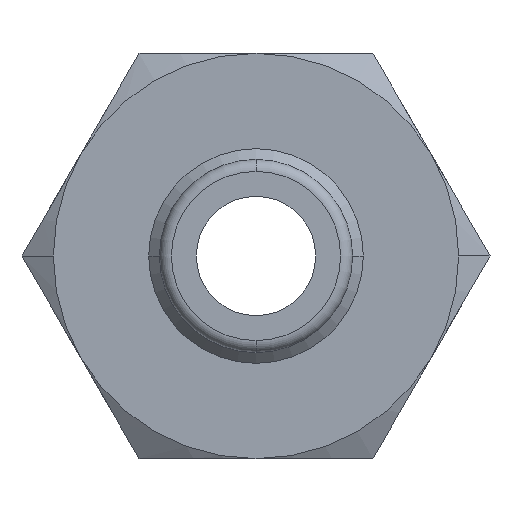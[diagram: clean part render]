
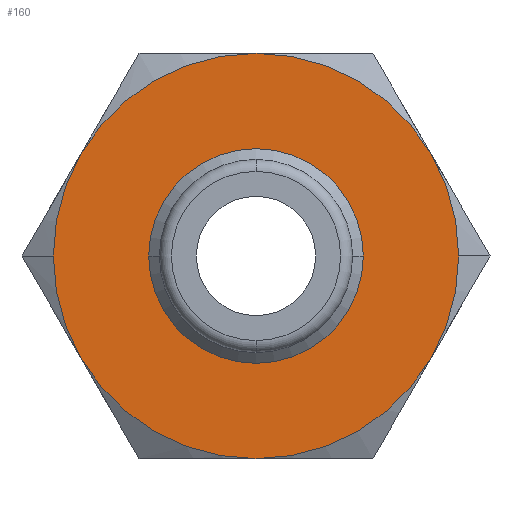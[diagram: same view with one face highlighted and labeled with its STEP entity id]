
A CAD part, front view. The second image highlights one B-rep face of the part: STEP entity #160.
In plain terms, the highlighted planar face has unit normal (0, -1, 0).
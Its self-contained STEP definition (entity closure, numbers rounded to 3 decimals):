
#160=ADVANCED_FACE('',(#320,#321),#322,.T.);
#320=FACE_OUTER_BOUND('',#475,.T.);
#321=FACE_BOUND('',#476,.T.);
#322=PLANE('',#477);
#475=EDGE_LOOP('',(#847,#848,#849,#850,#851,#852,#853,#854));
#476=EDGE_LOOP('',(#855,#856));
#477=AXIS2_PLACEMENT_3D('',#857,#858,#859);
#847=ORIENTED_EDGE('',*,*,#909,.F.);
#848=ORIENTED_EDGE('',*,*,#1019,.F.);
#849=ORIENTED_EDGE('',*,*,#982,.F.);
#850=ORIENTED_EDGE('',*,*,#923,.F.);
#851=ORIENTED_EDGE('',*,*,#1013,.F.);
#852=ORIENTED_EDGE('',*,*,#966,.F.);
#853=ORIENTED_EDGE('',*,*,#978,.F.);
#854=ORIENTED_EDGE('',*,*,#992,.F.);
#855=ORIENTED_EDGE('',*,*,#980,.F.);
#856=ORIENTED_EDGE('',*,*,#896,.F.);
#857=CARTESIAN_POINT('',(4.25,14.0,0.0));
#858=DIRECTION('',(-0.0,-1.0,-0.0));
#859=DIRECTION('',(-1.0,0.0,0.0));
#896=EDGE_CURVE('',#1053,#1055,#1056,.T.);
#909=EDGE_CURVE('',#1077,#1074,#1079,.T.);
#923=EDGE_CURVE('',#1100,#1061,#1102,.T.);
#966=EDGE_CURVE('',#1082,#1164,#1166,.T.);
#978=EDGE_CURVE('',#1182,#1082,#1184,.T.);
#980=EDGE_CURVE('',#1055,#1053,#1186,.T.);
#982=EDGE_CURVE('',#1061,#1188,#1189,.T.);
#992=EDGE_CURVE('',#1074,#1182,#1200,.T.);
#1013=EDGE_CURVE('',#1164,#1100,#1221,.T.);
#1019=EDGE_CURVE('',#1188,#1077,#1227,.T.);
#1053=VERTEX_POINT('',#1297);
#1055=VERTEX_POINT('',#1300);
#1056=CIRCLE('',#1301,4.5);
#1061=VERTEX_POINT('',#1307);
#1074=VERTEX_POINT('',#1366);
#1077=VERTEX_POINT('',#1370);
#1079=CIRCLE('',#1383,8.5);
#1082=VERTEX_POINT('',#1386);
#1100=VERTEX_POINT('',#1441);
#1102=CIRCLE('',#1444,8.5);
#1164=VERTEX_POINT('',#1564);
#1166=CIRCLE('',#1577,8.5);
#1182=VERTEX_POINT('',#1605);
#1184=CIRCLE('',#1618,8.5);
#1186=CIRCLE('',#1620,4.5);
#1188=VERTEX_POINT('',#1622);
#1189=CIRCLE('',#1623,8.5);
#1200=CIRCLE('',#1656,8.5);
#1221=CIRCLE('',#1712,8.5);
#1227=CIRCLE('',#1718,8.5);
#1297=CARTESIAN_POINT('',(4.5,14.0,0.));
#1300=CARTESIAN_POINT('',(-4.5,14.0,0.));
#1301=AXIS2_PLACEMENT_3D('',#1759,#1760,#1761);
#1307=CARTESIAN_POINT('',(-7.361,14.0,4.25));
#1366=CARTESIAN_POINT('',(8.5,14.0,0.));
#1370=CARTESIAN_POINT('',(7.361,14.0,4.25));
#1383=AXIS2_PLACEMENT_3D('',#1769,#1770,#1771);
#1386=CARTESIAN_POINT('',(0.0,14.0,-8.5));
#1441=CARTESIAN_POINT('',(-8.5,14.0,0.));
#1444=AXIS2_PLACEMENT_3D('',#1783,#1784,#1785);
#1564=CARTESIAN_POINT('',(-7.361,14.0,-4.25));
#1577=AXIS2_PLACEMENT_3D('',#1839,#1840,#1841);
#1605=CARTESIAN_POINT('',(7.361,14.0,-4.25));
#1618=AXIS2_PLACEMENT_3D('',#1858,#1859,#1860);
#1620=AXIS2_PLACEMENT_3D('',#1861,#1862,#1863);
#1622=CARTESIAN_POINT('',(0.,14.0,8.5));
#1623=AXIS2_PLACEMENT_3D('',#1864,#1865,#1866);
#1656=AXIS2_PLACEMENT_3D('',#1879,#1880,#1881);
#1712=AXIS2_PLACEMENT_3D('',#1905,#1906,#1907);
#1718=AXIS2_PLACEMENT_3D('',#1914,#1915,#1916);
#1759=CARTESIAN_POINT('',(0.0,14.0,0.0));
#1760=DIRECTION('',(0.0,-1.0,0.0));
#1761=DIRECTION('',(1.0,0.0,0.0));
#1769=CARTESIAN_POINT('',(0.0,14.0,0.0));
#1770=DIRECTION('',(-0.0,1.0,0.0));
#1771=DIRECTION('',(1.0,0.0,0.0));
#1783=CARTESIAN_POINT('',(0.0,14.0,0.0));
#1784=DIRECTION('',(-0.0,1.0,0.0));
#1785=DIRECTION('',(1.0,0.0,0.0));
#1839=CARTESIAN_POINT('',(0.0,14.0,0.0));
#1840=DIRECTION('',(-0.0,1.0,0.0));
#1841=DIRECTION('',(1.0,0.0,0.0));
#1858=CARTESIAN_POINT('',(0.0,14.0,0.0));
#1859=DIRECTION('',(-0.0,1.0,0.0));
#1860=DIRECTION('',(1.0,0.0,0.0));
#1861=CARTESIAN_POINT('',(0.0,14.0,0.0));
#1862=DIRECTION('',(0.0,-1.0,0.0));
#1863=DIRECTION('',(1.0,0.0,0.0));
#1864=CARTESIAN_POINT('',(0.0,14.0,0.0));
#1865=DIRECTION('',(-0.0,1.0,0.0));
#1866=DIRECTION('',(1.0,0.0,0.0));
#1879=CARTESIAN_POINT('',(0.0,14.0,0.0));
#1880=DIRECTION('',(-0.0,1.0,0.0));
#1881=DIRECTION('',(1.0,0.0,0.0));
#1905=CARTESIAN_POINT('',(0.0,14.0,0.0));
#1906=DIRECTION('',(-0.0,1.0,0.0));
#1907=DIRECTION('',(1.0,0.0,0.0));
#1914=CARTESIAN_POINT('',(0.0,14.0,0.0));
#1915=DIRECTION('',(-0.0,1.0,0.0));
#1916=DIRECTION('',(1.0,0.0,0.0));
